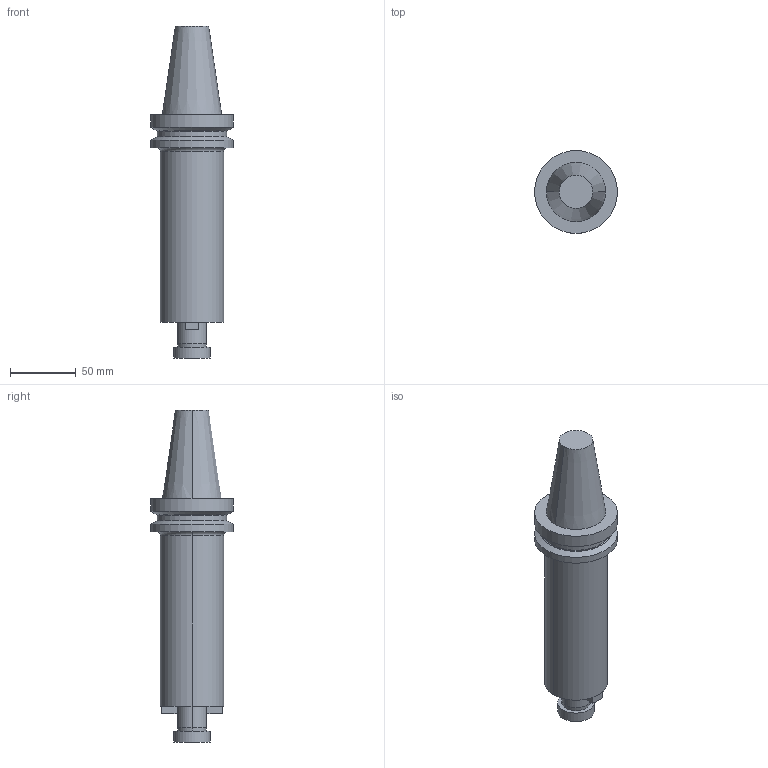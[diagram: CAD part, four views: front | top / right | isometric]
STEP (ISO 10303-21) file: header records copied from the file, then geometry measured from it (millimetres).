
FILE_DESCRIPTION(/* description */ (''),/* implementation_level */ '2;1');
FILE_NAME(/* name */ 'BT.40ADB-FMH1.22.160.stp',/* time_stamp */ '2024-08-10T13:24:46+02:00',/* author */ (''),/* organization */ (''),/* preprocessor_version */ 'ST-DEVELOPER v16.7',/* originating_system */ 'SIEMENS PLM Software NX 12.0',/* authorisation */ '');
FILE_SCHEMA (('AUTOMOTIVE_DESIGN { 1 0 10303 214 3 1 1 1 }'));
Length unit declared in the file: millimetre
Products named in the file (1): pf6610E89C82zp09
Bounding box: 63 x 63 x 252.4 mm (x, y, z)
Volume: 393086.3 mm3; surface area: 41340.8 mm2
Topology: 1 solids, 1 shells, 36 faces, 72 edges, 46 vertices
Faces by surface type: plane 18, cylinder 8, cone 6, torus 4
Full cylindrical faces by diameter (mm): 28 x1, 53 x1, 63 x2
Entity records: 976 total; most frequent: DIRECTION 177, CARTESIAN_POINT 153, ORIENTED_EDGE 132, AXIS2_PLACEMENT_3D 71, EDGE_CURVE 66, EDGE_LOOP 51, VERTEX_POINT 47, ADVANCED_FACE 36
